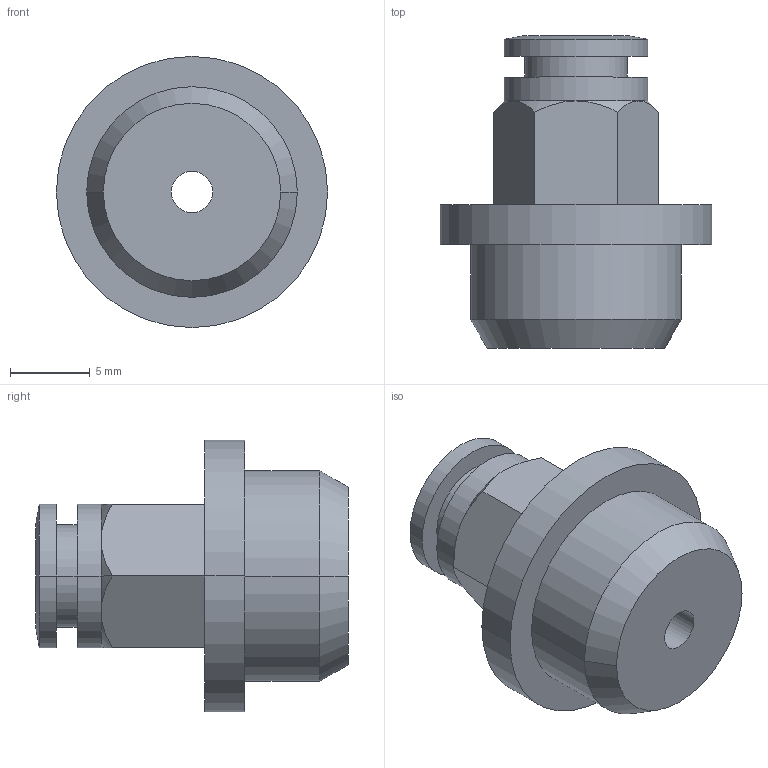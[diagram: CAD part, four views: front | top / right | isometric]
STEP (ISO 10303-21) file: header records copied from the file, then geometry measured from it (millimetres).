
FILE_DESCRIPTION((''),'2;1');
FILE_NAME('010414.stp','2003-05-26T16:43:41',('maffial1'),(''),'Autodesk Inventor (R) 6.0','Autodesk Inventor (R) 6.0','');
FILE_SCHEMA(('AUTOMOTIVE_DESIGN { 1 0 10303 214 1 1 1 1 }'));
Length unit declared in the file: millimetre
Products named in the file (1): 010414
Bounding box: 17 x 19.6 x 17 mm (x, y, z)
Volume: 1857.9 mm3; surface area: 1407.6 mm2
Topology: 1 solids, 1 shells, 39 faces, 82 edges, 50 vertices
Faces by surface type: plane 13, cylinder 12, cone 12, bspline 2
Entity records: 1083 total; most frequent: CARTESIAN_POINT 230, DIRECTION 184, ORIENTED_EDGE 164, EDGE_CURVE 82, AXIS2_PLACEMENT_3D 76, VERTEX_POINT 50, EDGE_LOOP 46, FACE_OUTER_BOUND 39
